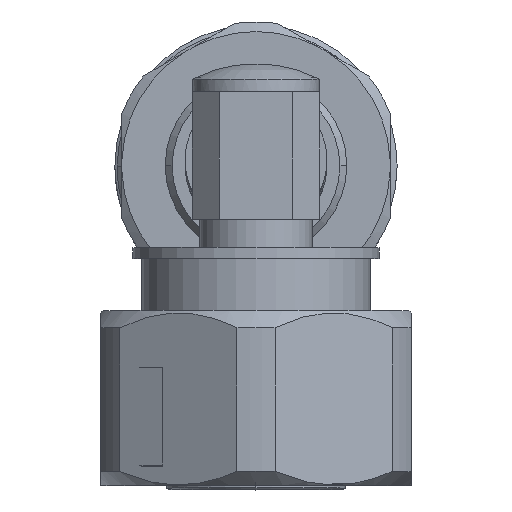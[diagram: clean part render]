
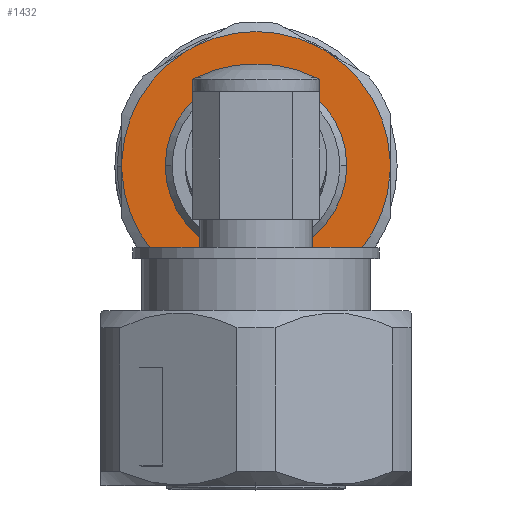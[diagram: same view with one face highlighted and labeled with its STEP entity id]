
A CAD part, top view. The second image highlights one B-rep face of the part: STEP entity #1432.
In plain terms, the highlighted face is planar.
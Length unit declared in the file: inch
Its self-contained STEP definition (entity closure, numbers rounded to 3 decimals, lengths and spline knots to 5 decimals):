
#5 = VECTOR ( 'NONE', #8009, 39.37008 ) ;
#144 = CARTESIAN_POINT ( 'NONE',  ( 0.82661, 0.31532, -0.20187 ) ) ;
#220 = VERTEX_POINT ( 'NONE', #1521 ) ;
#289 = DIRECTION ( 'NONE',  ( 0., 0., -1. ) ) ;
#450 = ORIENTED_EDGE ( 'NONE', *, *, #10081, .T. ) ;
#499 = CARTESIAN_POINT ( 'NONE',  ( 0.82661, 0., 0. ) ) ;
#577 = AXIS2_PLACEMENT_3D ( 'NONE', #10741, #11661, #2449 ) ;
#706 = CARTESIAN_POINT ( 'NONE',  ( 0.82661, -0.31532, 0.20187 ) ) ;
#775 = VECTOR ( 'NONE', #3441, 39.37008 ) ;
#808 = AXIS2_PLACEMENT_3D ( 'NONE', #10577, #8648, #8603 ) ;
#950 = ORIENTED_EDGE ( 'NONE', *, *, #8473, .T. ) ;
#979 = DIRECTION ( 'NONE',  ( 0., 0., -1. ) ) ;
#993 = VECTOR ( 'NONE', #7516, 39.37008 ) ;
#1257 = EDGE_CURVE ( 'NONE', #6097, #7379, #4182, .T. ) ;
#1432 = ADVANCED_FACE ( 'NONE', ( #6321, #3890 ), #2372, .T. ) ;
#1476 = DIRECTION ( 'NONE',  ( 1., 0., 0. ) ) ;
#1521 = CARTESIAN_POINT ( 'NONE',  ( 0.82661, -0.01717, 0.37402 ) ) ;
#1523 = ORIENTED_EDGE ( 'NONE', *, *, #6008, .T. ) ;
#1715 = CARTESIAN_POINT ( 'NONE',  ( 0.82661, 0., -0.25314 ) ) ;
#1821 = CARTESIAN_POINT ( 'NONE',  ( 0.82661, 0., 0.25314 ) ) ;
#2037 = ORIENTED_EDGE ( 'NONE', *, *, #3030, .T. ) ;
#2239 = LINE ( 'NONE', #4614, #7830 ) ;
#2339 = EDGE_CURVE ( 'NONE', #5953, #6091, #8448, .T. ) ;
#2372 = PLANE ( 'NONE',  #4327 ) ;
#2400 = VECTOR ( 'NONE', #4425, 39.37008 ) ;
#2449 = DIRECTION ( 'NONE',  ( 0., 0., -1. ) ) ;
#2452 = DIRECTION ( 'NONE',  ( 0., 0., -1. ) ) ;
#2666 = AXIS2_PLACEMENT_3D ( 'NONE', #499, #10459, #8764 ) ;
#2688 = LINE ( 'NONE', #9901, #2400 ) ;
#2743 = VERTEX_POINT ( 'NONE', #6715 ) ;
#2860 = CARTESIAN_POINT ( 'NONE',  ( 0.82661, 0., 0. ) ) ;
#3030 = EDGE_CURVE ( 'NONE', #3643, #5953, #6144, .T. ) ;
#3105 = CIRCLE ( 'NONE', #6775, 0.37441 ) ;
#3282 = ORIENTED_EDGE ( 'NONE', *, *, #2339, .T. ) ;
#3333 = ORIENTED_EDGE ( 'NONE', *, *, #4142, .T. ) ;
#3431 = EDGE_LOOP ( 'NONE', ( #1523, #2037, #3282, #450, #8105, #8309, #3333, #8056, #5744, #950, #7351, #10749 ) ) ;
#3441 = DIRECTION ( 'NONE',  ( 0., 1., 0. ) ) ;
#3450 = CARTESIAN_POINT ( 'NONE',  ( 0.82661, 0.31532, 0.20187 ) ) ;
#3466 = CARTESIAN_POINT ( 'NONE',  ( 0.82661, -0.2303, -0.34913 ) ) ;
#3643 = VERTEX_POINT ( 'NONE', #4013 ) ;
#3867 = AXIS2_PLACEMENT_3D ( 'NONE', #2860, #6460, #979 ) ;
#3890 = FACE_OUTER_BOUND ( 'NONE', #3431, .T. ) ;
#3958 = CARTESIAN_POINT ( 'NONE',  ( 0.82661, 0.01717, -0.37402 ) ) ;
#4013 = CARTESIAN_POINT ( 'NONE',  ( 0.82661, 0.33249, 0.17214 ) ) ;
#4025 = AXIS2_PLACEMENT_3D ( 'NONE', #8591, #5722, #289 ) ;
#4068 = VERTEX_POINT ( 'NONE', #3958 ) ;
#4137 = CARTESIAN_POINT ( 'NONE',  ( 0.82661, -0.33249, 0.17214 ) ) ;
#4142 = EDGE_CURVE ( 'NONE', #11334, #8899, #7719, .T. ) ;
#4164 = VECTOR ( 'NONE', #7184, 39.37008 ) ;
#4180 = EDGE_CURVE ( 'NONE', #4068, #9623, #10847, .T. ) ;
#4182 = CIRCLE ( 'NONE', #7092, 0.25314 ) ;
#4327 = AXIS2_PLACEMENT_3D ( 'NONE', #7171, #4406, #5403 ) ;
#4406 = DIRECTION ( 'NONE',  ( 1., 0., 0. ) ) ;
#4425 = DIRECTION ( 'NONE',  ( 0., -0.5, -0.866 ) ) ;
#4535 = EDGE_CURVE ( 'NONE', #7379, #6097, #5701, .T. ) ;
#4614 = CARTESIAN_POINT ( 'NONE',  ( 0.82661, 0.41751, -0.02488 ) ) ;
#4667 = CARTESIAN_POINT ( 'NONE',  ( 0.82661, -0.33249, -0.17214 ) ) ;
#4712 = AXIS2_PLACEMENT_3D ( 'NONE', #10253, #11004, #10178 ) ;
#4820 = CARTESIAN_POINT ( 'NONE',  ( 0.82661, 0., 0. ) ) ;
#4860 = DIRECTION ( 'NONE',  ( 1., 0., 0. ) ) ;
#4971 = VERTEX_POINT ( 'NONE', #10968 ) ;
#5091 = CARTESIAN_POINT ( 'NONE',  ( 0.82661, 0., 0. ) ) ;
#5203 = VERTEX_POINT ( 'NONE', #7658 ) ;
#5403 = DIRECTION ( 'NONE',  ( 0., 0., -1. ) ) ;
#5642 = LINE ( 'NONE', #6060, #775 ) ;
#5701 = CIRCLE ( 'NONE', #4712, 0.25314 ) ;
#5722 = DIRECTION ( 'NONE',  ( 1., 0., 0. ) ) ;
#5744 = ORIENTED_EDGE ( 'NONE', *, *, #8934, .T. ) ;
#5953 = VERTEX_POINT ( 'NONE', #3450 ) ;
#6008 = EDGE_CURVE ( 'NONE', #2743, #3643, #6402, .T. ) ;
#6060 = CARTESIAN_POINT ( 'NONE',  ( 0.82661, 0.37441, -0.37402 ) ) ;
#6091 = VERTEX_POINT ( 'NONE', #9119 ) ;
#6097 = VERTEX_POINT ( 'NONE', #1821 ) ;
#6144 = LINE ( 'NONE', #6552, #993 ) ;
#6321 = FACE_BOUND ( 'NONE', #8474, .T. ) ;
#6402 = CIRCLE ( 'NONE', #577, 0.37441 ) ;
#6460 = DIRECTION ( 'NONE',  ( 1., 0., 0. ) ) ;
#6463 = ORIENTED_EDGE ( 'NONE', *, *, #4535, .F. ) ;
#6552 = CARTESIAN_POINT ( 'NONE',  ( 0.82661, 0.41751, 0.02488 ) ) ;
#6595 = LINE ( 'NONE', #3466, #4164 ) ;
#6715 = CARTESIAN_POINT ( 'NONE',  ( 0.82661, 0.33249, -0.17214 ) ) ;
#6775 = AXIS2_PLACEMENT_3D ( 'NONE', #5091, #1476, #2452 ) ;
#6909 = EDGE_CURVE ( 'NONE', #7833, #11334, #2688, .T. ) ;
#6984 = EDGE_CURVE ( 'NONE', #9623, #2743, #2239, .T. ) ;
#7092 = AXIS2_PLACEMENT_3D ( 'NONE', #4820, #4860, #11208 ) ;
#7171 = CARTESIAN_POINT ( 'NONE',  ( 0.82661, 0.37441, 0. ) ) ;
#7184 = DIRECTION ( 'NONE',  ( 0., 0.5, -0.866 ) ) ;
#7351 = ORIENTED_EDGE ( 'NONE', *, *, #4180, .T. ) ;
#7379 = VERTEX_POINT ( 'NONE', #1715 ) ;
#7516 = DIRECTION ( 'NONE',  ( 0., -0.5, 0.866 ) ) ;
#7658 = CARTESIAN_POINT ( 'NONE',  ( 0.82661, -0.01717, -0.37402 ) ) ;
#7668 = EDGE_CURVE ( 'NONE', #220, #7833, #3105, .T. ) ;
#7719 = CIRCLE ( 'NONE', #808, 0.37441 ) ;
#7830 = VECTOR ( 'NONE', #11810, 39.37008 ) ;
#7833 = VERTEX_POINT ( 'NONE', #706 ) ;
#8009 = DIRECTION ( 'NONE',  ( 0., -1., 0. ) ) ;
#8056 = ORIENTED_EDGE ( 'NONE', *, *, #10651, .T. ) ;
#8105 = ORIENTED_EDGE ( 'NONE', *, *, #7668, .T. ) ;
#8309 = ORIENTED_EDGE ( 'NONE', *, *, #6909, .T. ) ;
#8448 = CIRCLE ( 'NONE', #4025, 0.37441 ) ;
#8473 = EDGE_CURVE ( 'NONE', #5203, #4068, #5642, .T. ) ;
#8474 = EDGE_LOOP ( 'NONE', ( #6463, #9834 ) ) ;
#8591 = CARTESIAN_POINT ( 'NONE',  ( 0.82661, 0., 0. ) ) ;
#8603 = DIRECTION ( 'NONE',  ( 0., 0., -1. ) ) ;
#8648 = DIRECTION ( 'NONE',  ( 1., 0., 0. ) ) ;
#8764 = DIRECTION ( 'NONE',  ( 0., 0., -1. ) ) ;
#8899 = VERTEX_POINT ( 'NONE', #4667 ) ;
#8934 = EDGE_CURVE ( 'NONE', #4971, #5203, #10647, .T. ) ;
#9119 = CARTESIAN_POINT ( 'NONE',  ( 0.82661, 0.01717, 0.37402 ) ) ;
#9623 = VERTEX_POINT ( 'NONE', #144 ) ;
#9834 = ORIENTED_EDGE ( 'NONE', *, *, #1257, .F. ) ;
#9901 = CARTESIAN_POINT ( 'NONE',  ( 0.82661, -0.2303, 0.34913 ) ) ;
#10081 = EDGE_CURVE ( 'NONE', #6091, #220, #10626, .T. ) ;
#10178 = DIRECTION ( 'NONE',  ( 0., 0., -1. ) ) ;
#10253 = CARTESIAN_POINT ( 'NONE',  ( 0.82661, 0., 0. ) ) ;
#10459 = DIRECTION ( 'NONE',  ( 1., 0., 0. ) ) ;
#10577 = CARTESIAN_POINT ( 'NONE',  ( 0.82661, 0., 0. ) ) ;
#10626 = LINE ( 'NONE', #11620, #5 ) ;
#10647 = CIRCLE ( 'NONE', #3867, 0.37441 ) ;
#10651 = EDGE_CURVE ( 'NONE', #8899, #4971, #6595, .T. ) ;
#10741 = CARTESIAN_POINT ( 'NONE',  ( 0.82661, 0., 0. ) ) ;
#10749 = ORIENTED_EDGE ( 'NONE', *, *, #6984, .T. ) ;
#10847 = CIRCLE ( 'NONE', #2666, 0.37441 ) ;
#10968 = CARTESIAN_POINT ( 'NONE',  ( 0.82661, -0.31532, -0.20187 ) ) ;
#11004 = DIRECTION ( 'NONE',  ( 1., 0., 0. ) ) ;
#11208 = DIRECTION ( 'NONE',  ( 0., 0., -1. ) ) ;
#11334 = VERTEX_POINT ( 'NONE', #4137 ) ;
#11620 = CARTESIAN_POINT ( 'NONE',  ( 0.82661, 0.37441, 0.37402 ) ) ;
#11661 = DIRECTION ( 'NONE',  ( 1., 0., 0. ) ) ;
#11810 = DIRECTION ( 'NONE',  ( 0., 0.5, 0.866 ) ) ;
